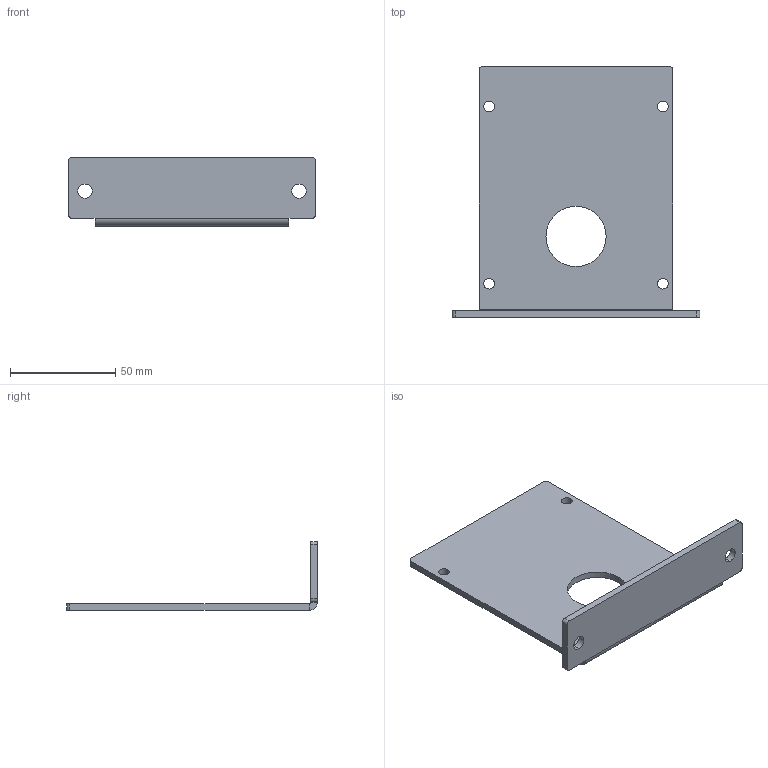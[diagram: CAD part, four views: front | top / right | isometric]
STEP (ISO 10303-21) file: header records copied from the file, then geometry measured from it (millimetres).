
FILE_DESCRIPTION (( 'STEP AP214' ), '1' );
FILE_NAME ('am-0919a Output Plate for Wormbox REV2.STEP', '2018-07-23T13:59:08', ( '' ), ( '' ), 'SwSTEP 2.0', 'SolidWorks 2018', '' );
FILE_SCHEMA (( 'AUTOMOTIVE_DESIGN' ));
Length unit declared in the file: inch
Products named in the file (1): am-0919a Output Plate for Wormbox REV2
Bounding box: 117.47 x 119 x 32.64 mm (x, y, z)
Volume: 42893.2 mm3; surface area: 29312.8 mm2
Topology: 1 solids, 1 shells, 36 faces, 94 edges, 60 vertices
Faces by surface type: cylinder 22, plane 14
Entity records: 1186 total; most frequent: DIRECTION 212, CARTESIAN_POINT 191, ORIENTED_EDGE 188, EDGE_CURVE 94, AXIS2_PLACEMENT_3D 81, VERTEX_POINT 60, EDGE_LOOP 50, VECTOR 50
